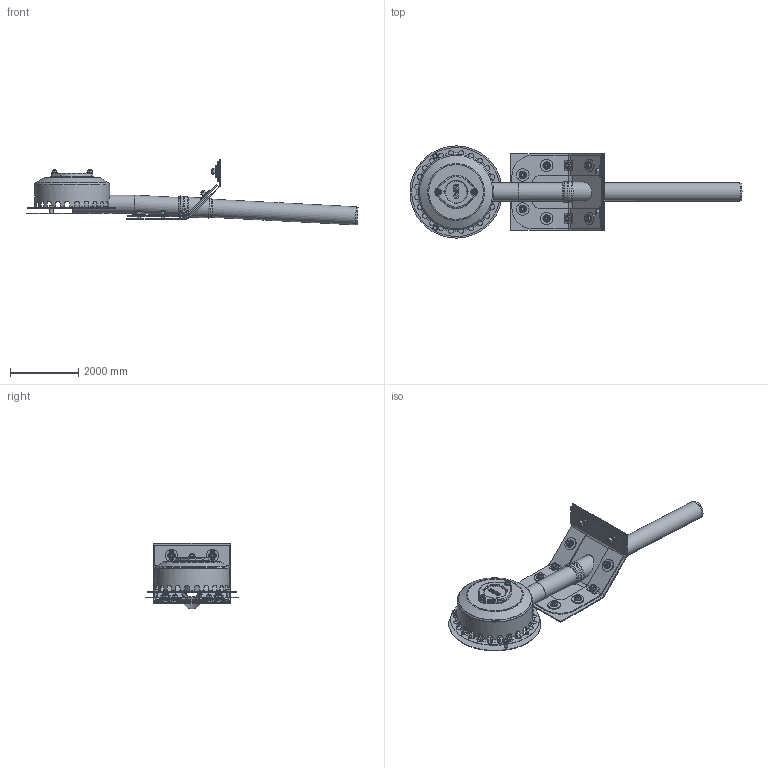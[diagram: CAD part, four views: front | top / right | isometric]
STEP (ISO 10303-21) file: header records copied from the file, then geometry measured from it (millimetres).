
FILE_DESCRIPTION(/* description */ (''),/* implementation_level */ '2;1');
FILE_NAME(/* name */ '01351.050X_3D.stp',/* time_stamp */ '2024-12-11T13:25:35+01:00',/* author */ ('CAD'),/* organization */ (''),/* preprocessor_version */ 'ST-DEVELOPER v20',/* originating_system */ 'AutoCAD Mechanical',/* authorisation */ '');
FILE_SCHEMA (('AUTOMOTIVE_DESIGN { 1 0 10303 214 3 1 1 }'));
Products named in the file (2): Product; *S0
Assembly tree (1 placements, depth 2):
  Product
    *S0
Bounding box: 9713.64 x 2700 x 1924.02 mm (x, y, z)
Volume: 841086929.1 mm3; surface area: 96025272.4 mm2
Topology: 48 solids, 48 shells, 2272 faces, 6495 edges, 4272 vertices
Faces by surface type: plane 1745, cone 206, cylinder 192, torus 109, bspline 14, sphere 6
Full cylindrical faces by diameter (mm): 66.47 x2, 80 x4, 83.76 x10, 100 x14, 110 x2, 121.637 x8, 365 x8, 510 x3, 529.993 x1, 530 x3, 558 x1, 558.781 x1, 574.365 x1, 578 x1, 598 x1, 600 x1, 618 x1, 700 x2, 731.5 x1, 920 x1, 2180 x1, 2200 x1, 2700 x1
Entity records: 79727 total; most frequent: CARTESIAN_POINT 19154, ORIENTED_EDGE 12986, DIRECTION 11296, EDGE_CURVE 6493, LINE 5062, VECTOR 5062, VERTEX_POINT 4272, AXIS2_PLACEMENT_3D 3117
